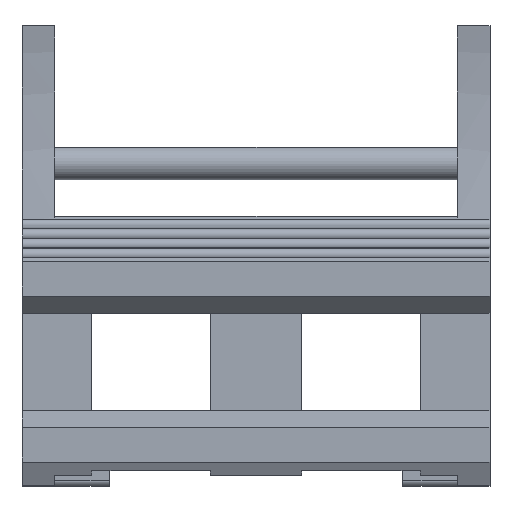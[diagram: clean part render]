
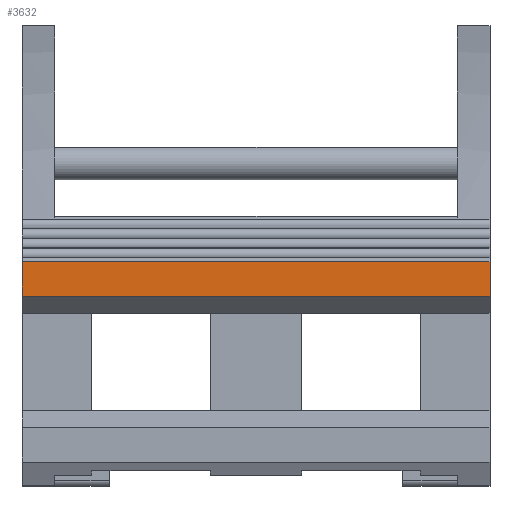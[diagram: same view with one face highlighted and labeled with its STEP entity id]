
A CAD part, top view. The second image highlights one B-rep face of the part: STEP entity #3632.
In plain terms, the highlighted planar face has unit normal (0, 0, 1).
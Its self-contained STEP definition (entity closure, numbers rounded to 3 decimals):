
#3605=AXIS2_PLACEMENT_3D('Plane Axis2P3D',#3602,#3603,#3604) ;
#3579=CARTESIAN_POINT('Vertex',(25.671,10.409,48.7)) ;
#3582=CARTESIAN_POINT('Line Origine',(12.835,10.409,48.7)) ;
#3586=CARTESIAN_POINT('Vertex',(0.,10.409,48.7)) ;
#3602=CARTESIAN_POINT('Axis2P3D Location',(25.671,10.409,48.7)) ;
#3607=CARTESIAN_POINT('Line Origine',(25.671,11.359,48.7)) ;
#3611=CARTESIAN_POINT('Vertex',(25.671,12.309,48.7)) ;
#3614=CARTESIAN_POINT('Line Origine',(12.835,12.309,48.7)) ;
#3618=CARTESIAN_POINT('Vertex',(0.,12.309,48.7)) ;
#3621=CARTESIAN_POINT('Line Origine',(0.,11.359,48.7)) ;
#3583=DIRECTION('Vector Direction',(-1.,0.,0.)) ;
#3603=DIRECTION('Axis2P3D Direction',(0.,0.,1.)) ;
#3604=DIRECTION('Axis2P3D XDirection',(0.,1.,0.)) ;
#3608=DIRECTION('Vector Direction',(0.,1.,0.)) ;
#3615=DIRECTION('Vector Direction',(-1.,0.,0.)) ;
#3622=DIRECTION('Vector Direction',(0.,1.,0.)) ;
#3584=VECTOR('Line Direction',#3583,1.) ;
#3609=VECTOR('Line Direction',#3608,1.) ;
#3616=VECTOR('Line Direction',#3615,1.) ;
#3623=VECTOR('Line Direction',#3622,1.) ;
#3627=ORIENTED_EDGE('',*,*,#3613,.F.) ;
#3628=ORIENTED_EDGE('',*,*,#3620,.T.) ;
#3629=ORIENTED_EDGE('',*,*,#3625,.F.) ;
#3630=ORIENTED_EDGE('',*,*,#3588,.F.) ;
#3632=ADVANCED_FACE('K\X2\00F6\X0\rper.2',(#3631),#3606,.T.) ;
#3588=EDGE_CURVE('',#3580,#3587,#3585,.T.) ;
#3613=EDGE_CURVE('',#3612,#3580,#3610,.F.) ;
#3620=EDGE_CURVE('',#3612,#3619,#3617,.T.) ;
#3625=EDGE_CURVE('',#3587,#3619,#3624,.T.) ;
#3626=EDGE_LOOP('',(#3627,#3628,#3629,#3630)) ;
#3631=FACE_OUTER_BOUND('',#3626,.T.) ;
#3585=LINE('Line',#3582,#3584) ;
#3610=LINE('Line',#3607,#3609) ;
#3617=LINE('Line',#3614,#3616) ;
#3624=LINE('Line',#3621,#3623) ;
#3606=PLANE('',#3605) ;
#3580=VERTEX_POINT('',#3579) ;
#3587=VERTEX_POINT('',#3586) ;
#3612=VERTEX_POINT('',#3611) ;
#3619=VERTEX_POINT('',#3618) ;
